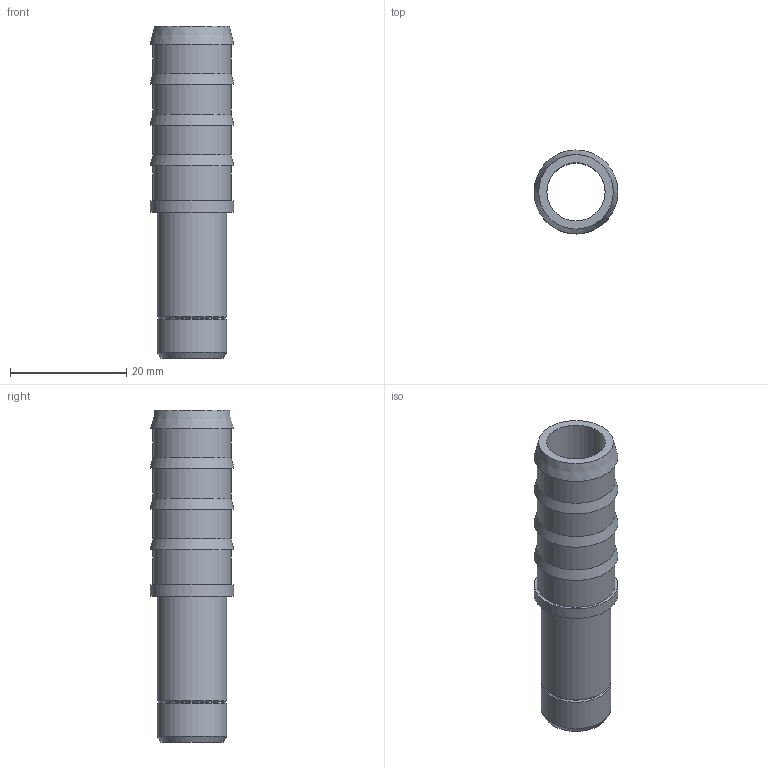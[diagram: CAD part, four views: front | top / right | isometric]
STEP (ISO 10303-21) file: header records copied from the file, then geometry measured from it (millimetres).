
FILE_DESCRIPTION(/* description */ (''),/* implementation_level */ '2;1');
FILE_NAME(/* name */ 'iqsgt_12h13_msv.stp',/* time_stamp */ '2017-11-03T11:13:46+01:00',/* author */ ('Hamoud'),/* organization */ (''),/* preprocessor_version */ 'ST-DEVELOPER v15.6',/* originating_system */ 'Autodesk Inventor LT ',/* authorisation */ '');
FILE_SCHEMA (('AUTOMOTIVE_DESIGN { 1 0 10303 214 3 1 1 }'));
Length unit declared in the file: millimetre
Products named in the file (1): iqsgt_12h13_msv
Bounding box: 14.4 x 14.4 x 57 mm (x, y, z)
Volume: 2968.8 mm3; surface area: 4344.1 mm2
Topology: 1 solids, 1 shells, 23 faces, 38 edges, 23 vertices
Faces by surface type: plane 8, cylinder 8, cone 7
Full cylindrical faces by diameter (mm): 10 x1, 12 x2, 13.4 x4, 14.4 x1
Entity records: 499 total; most frequent: DIRECTION 94, CARTESIAN_POINT 70, AXIS2_PLACEMENT_3D 47, EDGE_LOOP 46, ORIENTED_EDGE 46, FACE_BOUND 23, FACE_OUTER_BOUND 23, CIRCLE 23
